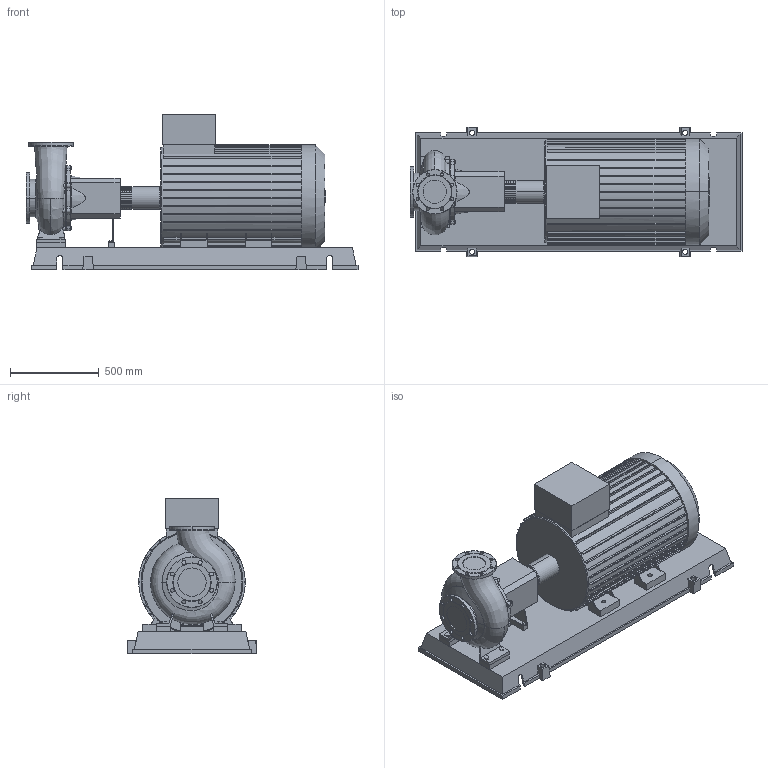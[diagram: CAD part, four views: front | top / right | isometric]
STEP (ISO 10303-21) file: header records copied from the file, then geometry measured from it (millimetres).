
FILE_DESCRIPTION((''),'2;1');
FILE_NAME('3d_NL125_200-90-2-05-4109392.stp','2015-03-03T07:59:11',(''),(''),'Mechanical Desktop 2009','Mechanical Desktop 2009',', , ');
FILE_SCHEMA(('CONFIG_CONTROL_DESIGN'));
Length unit declared in the file: millimetre
Products named in the file (1): Product
Bounding box: 1870 x 730 x 875 mm (x, y, z)
Volume: 331687121.4 mm3; surface area: 8509750.8 mm2
Topology: 15 solids, 15 shells, 893 faces, 2372 edges, 1557 vertices
Faces by surface type: plane 474, cylinder 234, bspline 157, cone 14, torus 14
Entity records: 31998 total; most frequent: CARTESIAN_POINT 9568, ORIENTED_EDGE 4744, DIRECTION 4501, EDGE_CURVE 2372, VERTEX_POINT 1554, VECTOR 1503, LINE 1503, AXIS2_PLACEMENT_3D 1499
